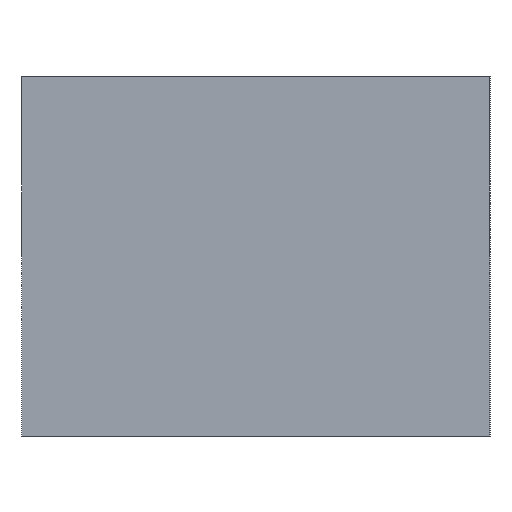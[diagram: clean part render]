
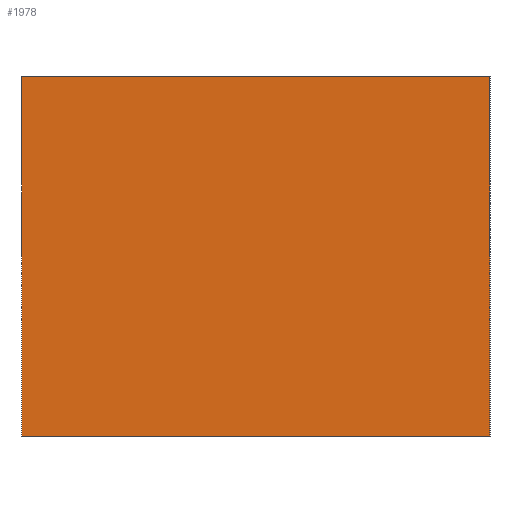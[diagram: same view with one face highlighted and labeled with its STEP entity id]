
A CAD part, left-side view. The second image highlights one B-rep face of the part: STEP entity #1978.
In plain terms, the highlighted planar face has unit normal (-1, 0, 0).
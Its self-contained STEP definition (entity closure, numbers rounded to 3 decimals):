
#15 = DIRECTION ( 'NONE',  ( 0., -1., 0. ) ) ;
#23 = ORIENTED_EDGE ( 'NONE', *, *, #762, .T. ) ;
#105 = LINE ( 'NONE', #286, #965 ) ;
#144 = LINE ( 'NONE', #1283, #1069 ) ;
#154 = ORIENTED_EDGE ( 'NONE', *, *, #2273, .T. ) ;
#286 = CARTESIAN_POINT ( 'NONE',  ( -2., 20., 0. ) ) ;
#340 = DIRECTION ( 'NONE',  ( 0., 1., 0. ) ) ;
#466 = DIRECTION ( 'NONE',  ( 0., 0., -1. ) ) ;
#493 = CARTESIAN_POINT ( 'NONE',  ( -2., -6., 20. ) ) ;
#633 = VERTEX_POINT ( 'NONE', #1771 ) ;
#762 = EDGE_CURVE ( 'NONE', #2096, #1440, #105, .T. ) ;
#865 = EDGE_CURVE ( 'NONE', #1614, #2096, #1894, .T. ) ;
#957 = ORIENTED_EDGE ( 'NONE', *, *, #865, .T. ) ;
#965 = VECTOR ( 'NONE', #466, 1000. ) ;
#1069 = VECTOR ( 'NONE', #15, 1000. ) ;
#1175 = VECTOR ( 'NONE', #2156, 1000. ) ;
#1214 = CARTESIAN_POINT ( 'NONE',  ( -2., 20., 20. ) ) ;
#1283 = CARTESIAN_POINT ( 'NONE',  ( -2., 20., 0. ) ) ;
#1398 = ORIENTED_EDGE ( 'NONE', *, *, #2223, .F. ) ;
#1440 = VERTEX_POINT ( 'NONE', #2080 ) ;
#1469 = CARTESIAN_POINT ( 'NONE',  ( -2., -6., 20. ) ) ;
#1567 = DIRECTION ( 'NONE',  ( 0., 0., 1. ) ) ;
#1614 = VERTEX_POINT ( 'NONE', #1469 ) ;
#1626 = CARTESIAN_POINT ( 'NONE',  ( -2., 20., 20. ) ) ;
#1670 = LINE ( 'NONE', #493, #1175 ) ;
#1771 = CARTESIAN_POINT ( 'NONE',  ( -2., -6., 0. ) ) ;
#1832 = EDGE_LOOP ( 'NONE', ( #154, #1398, #957, #23 ) ) ;
#1894 = LINE ( 'NONE', #1626, #2233 ) ;
#1978 = ADVANCED_FACE ( 'NONE', ( #2016 ), #2106, .T. ) ;
#1979 = AXIS2_PLACEMENT_3D ( 'NONE', #2111, #2308, #1567 ) ;
#2016 = FACE_OUTER_BOUND ( 'NONE', #1832, .T. ) ;
#2080 = CARTESIAN_POINT ( 'NONE',  ( -2., 20., 0. ) ) ;
#2096 = VERTEX_POINT ( 'NONE', #1214 ) ;
#2106 = PLANE ( 'NONE',  #1979 ) ;
#2111 = CARTESIAN_POINT ( 'NONE',  ( -2., 0., 0. ) ) ;
#2156 = DIRECTION ( 'NONE',  ( 0., 0., -1. ) ) ;
#2223 = EDGE_CURVE ( 'NONE', #1614, #633, #1670, .T. ) ;
#2233 = VECTOR ( 'NONE', #340, 1000. ) ;
#2273 = EDGE_CURVE ( 'NONE', #1440, #633, #144, .T. ) ;
#2308 = DIRECTION ( 'NONE',  ( -1., 0., 0. ) ) ;
